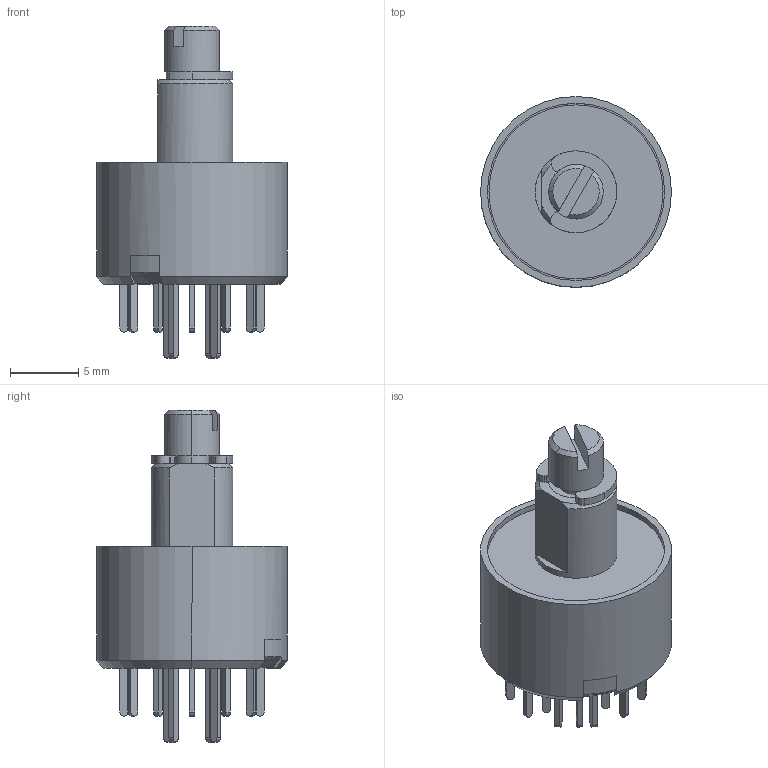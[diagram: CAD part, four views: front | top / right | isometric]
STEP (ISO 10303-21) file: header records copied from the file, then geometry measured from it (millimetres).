
FILE_DESCRIPTION (( 'STEP AP203' ), '1' );
FILE_NAME ('3ﾏ4ﾍ 21 IP47.STEP', '2020-05-25T03:45:08', ( '' ), ( '' ), 'SwSTEP 2.0', 'SolidWorks 2017', '' );
FILE_SCHEMA (( 'CONFIG_CONTROL_DESIGN' ));
Length unit declared in the file: millimetre
Products named in the file (26): ÌÏÍ3 10Ï âûâîä-oa7; ÌÏÍ3 Êîíòàêò íà 180; 扻錪犩 諘瀁謺鍷; 3ﾏ4ﾍ 21 IP47; �����_3�4�; ÌÏÍ3 10Ï îñíîâàíèå; 匀棠.754175.002 暑朦鲱 箫腩蝽栩咫铄; ÌÏÍ3 Ïðóæèíêà Ô ïðÿìàÿ; ÌÏÍ3 ðîòîð 4Í; ﾔﾈﾌﾄ-ﾝ.18.34 ﾂ琿_21; 扻豵鵨; ÔÈÌÄ-Ý.18.27 Óçåë ôèêñàöèè
Assembly tree (24 placements, depth 3):
  3ﾏ4ﾍ 21 IP47
    ÔÈÌÄ-Ý.18.27 Óçåë ôèêñàöèè
      扻豵鵨
      扻錪犩 諘瀁謺鍷
      匀棠.754175.002 暑朦鲱 箫腩蝽栩咫铄  x2
    �����_3�4�
      ÌÏÍ3 Êîíòàêò íà 180
      ÌÏÍ3 10Ï âûâîä-oa7
      ÌÏÍ3 10Ï îñíîâàíèå
      ÌÏÍ3 10Ï âûâîä-oa7
      ÌÏÍ3 10Ï âûâîä-oa7
      ÌÏÍ3 10Ï âûâîä-oa7
      ÌÏÍ3 10Ï âûâîä-oa7
      ÌÏÍ3 10Ï âûâîä-oa7
      ÌÏÍ3 10Ï âûâîä-oa7
      ÌÏÍ3 10Ï âûâîä-oa7
      ÌÏÍ3 10Ï âûâîä-oa7
      ÌÏÍ3 10Ï âûâîä-oa7
      ÌÏÍ3 10Ï âûâîä-oa7
      ÌÏÍ3 10Ï âûâîä-oa7
      ÌÏÍ3 Êîíòàêò íà 180
      ÌÏÍ3 Êîíòàêò íà 180
      ÌÏÍ3 Êîíòàêò íà 180
    ﾔﾈﾌﾄ-ﾝ.18.34 ﾂ琿_21
  ÌÏÍ3 Ïðóæèíêà Ô ïðÿìàÿ
  ÌÏÍ3 ðîòîð 4Í
Bounding box: 14 x 14 x 24.35 mm (x, y, z)
Volume: 699.5 mm3; surface area: 2184.8 mm2
Topology: 22 solids, 22 shells, 323 faces, 754 edges, 495 vertices
Faces by surface type: plane 209, cylinder 76, cone 20, bspline 18
Entity records: 12060 total; most frequent: CARTESIAN_POINT 1921, DIRECTION 1562, ORIENTED_EDGE 1492, EDGE_CURVE 746, AXIS2_PLACEMENT_3D 524, VECTOR 514, LINE 514, VERTEX_POINT 491
